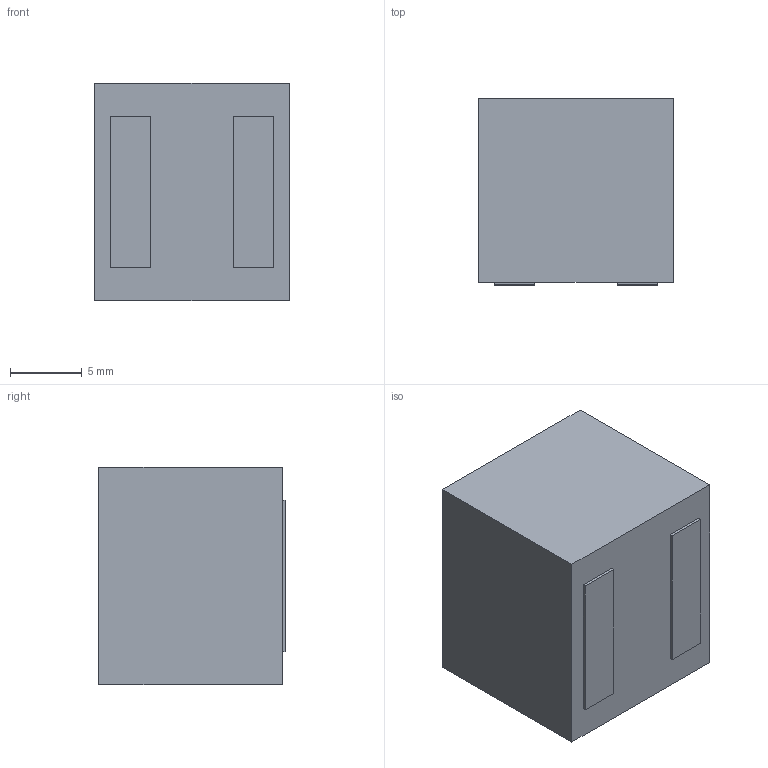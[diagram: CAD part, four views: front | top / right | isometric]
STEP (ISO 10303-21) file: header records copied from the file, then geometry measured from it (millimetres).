
FILE_DESCRIPTION (( 'STEP AP214' ), '1' );
FILE_NAME ('0F3D9471-CEFC-42EA-BA55-EDECD3BCB424.STEP', '2023-03-06T13:51:46', ( '' ), ( '' ), 'SwSTEP 2.0', 'SolidWorks 2022', '' );
FILE_SCHEMA (( 'AUTOMOTIVE_DESIGN' ));
Length unit declared in the file: millimetre
Products named in the file (1): 0F3D9471-CEFC-42EA-BA55-EDECD3BCB424
Bounding box: 13.6 x 13 x 15.2 mm (x, y, z)
Volume: 2657.9 mm3; surface area: 1161.4 mm2
Topology: 1 solids, 1 shells, 21 faces, 87 edges, 75 vertices
Faces by surface type: plane 21
Entity records: 1268 total; most frequent: CARTESIAN_POINT 450, ORIENTED_EDGE 174, EDGE_CURVE 87, DIRECTION 80, VERTEX_POINT 75, B_SPLINE_CURVE_WITH_KNOTS 51, LINE 36, VECTOR 36
